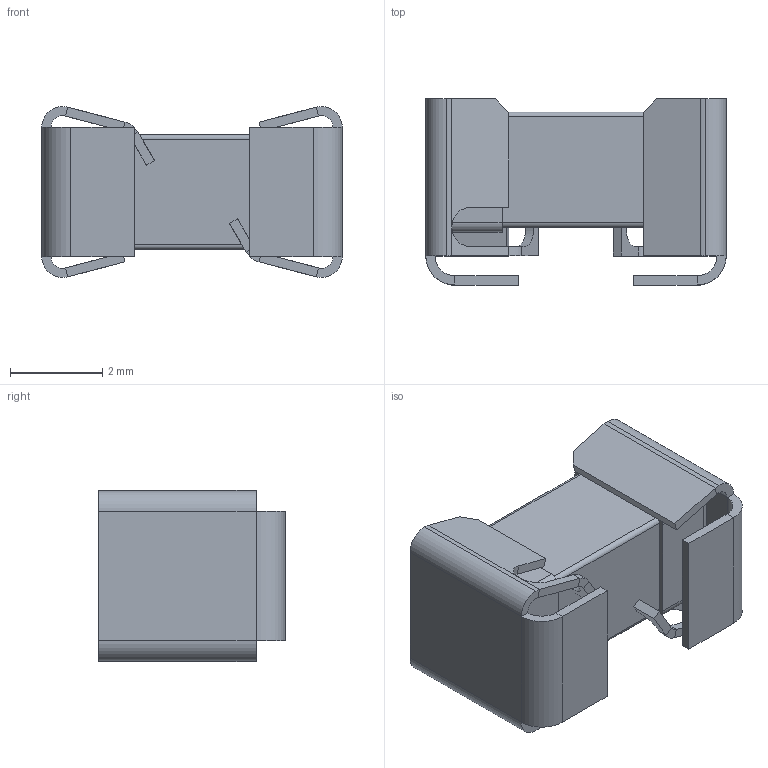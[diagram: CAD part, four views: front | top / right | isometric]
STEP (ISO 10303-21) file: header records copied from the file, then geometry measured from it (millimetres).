
FILE_DESCRIPTION (( 'STEP AP214' ), '1' );
FILE_NAME ('015701.5DRT.STEP', '2022-12-10T18:05:05', ( '' ), ( '' ), 'SwSTEP 2.0', 'SolidWorks 2017', '' );
FILE_SCHEMA (( 'AUTOMOTIVE_DESIGN' ));
Length unit declared in the file: millimetre
Products named in the file (1): 015701.5DRT
Bounding box: 6.5 x 4.03 x 3.7 mm (x, y, z)
Volume: 51.7 mm3; surface area: 224.3 mm2
Topology: 5 solids, 5 shells, 150 faces, 336 edges, 188 vertices
Faces by surface type: plane 94, cylinder 48, sphere 8
Entity records: 4066 total; most frequent: DIRECTION 730, CARTESIAN_POINT 667, ORIENTED_EDGE 656, EDGE_CURVE 328, AXIS2_PLACEMENT_3D 251, VECTOR 228, LINE 228, VERTEX_POINT 188
